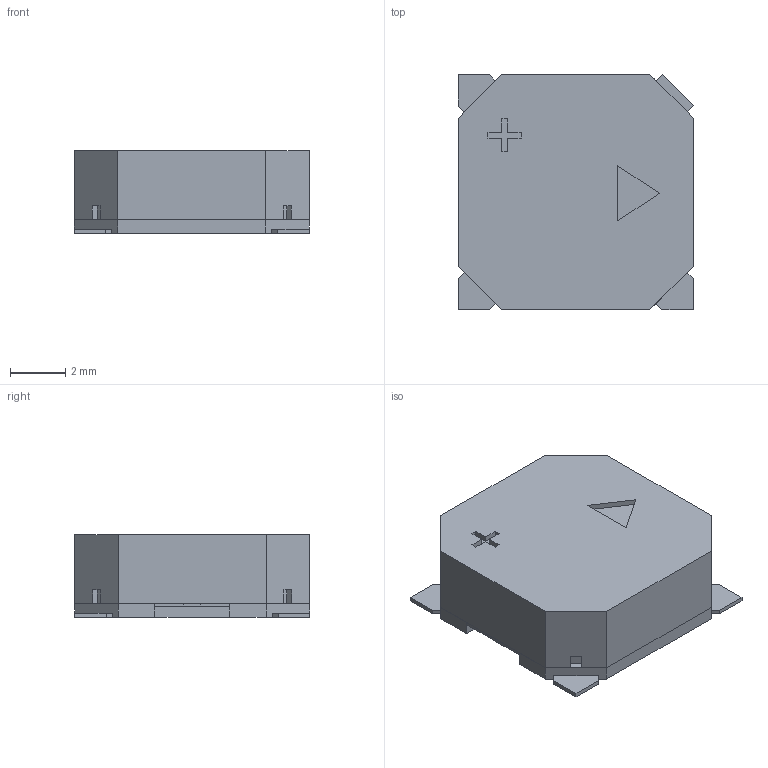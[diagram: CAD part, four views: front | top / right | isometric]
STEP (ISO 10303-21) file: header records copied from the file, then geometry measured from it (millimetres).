
FILE_DESCRIPTION(/* description */ (''),/* implementation_level */ '2;1');
FILE_NAME(/* name */ 'L-KLS3-SMT-8.5_03B v3.step',/* time_stamp */ '2023-03-10T10:36:57+03:00',/* author */ (''),/* organization */ (''),/* preprocessor_version */ 'ST-DEVELOPER v19.2',/* originating_system */ 'Autodesk Translation Framework v11.17.0.187',/* authorisation */ '');
FILE_SCHEMA (('AUTOMOTIVE_DESIGN { 1 0 10303 214 3 1 1 }'));
Length unit declared in the file: millimetre
Products named in the file (3): L-KLS3-SMT-8.5*03B; gj; GAIKE
Assembly tree (2 placements, depth 2):
  L-KLS3-SMT-8.5*03B
    gj
    GAIKE
Bounding box: 8.51 x 8.51 x 3 mm (x, y, z)
Volume: 192.2 mm3; surface area: 506.7 mm2
Topology: 10 solids, 10 shells, 189 faces, 498 edges, 332 vertices
Faces by surface type: plane 187, cylinder 2
Full cylindrical faces by diameter (mm): 0.7 x2
Entity records: 5857 total; most frequent: CARTESIAN_POINT 1024, ORIENTED_EDGE 996, DIRECTION 890, EDGE_CURVE 498, LINE 494, VECTOR 494, VERTEX_POINT 332, AXIS2_PLACEMENT_3D 198
